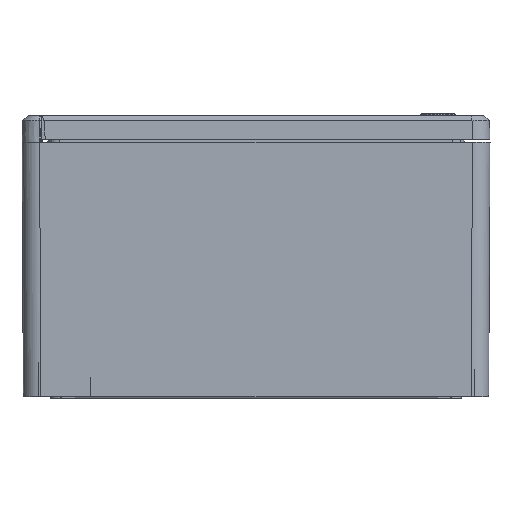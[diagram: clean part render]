
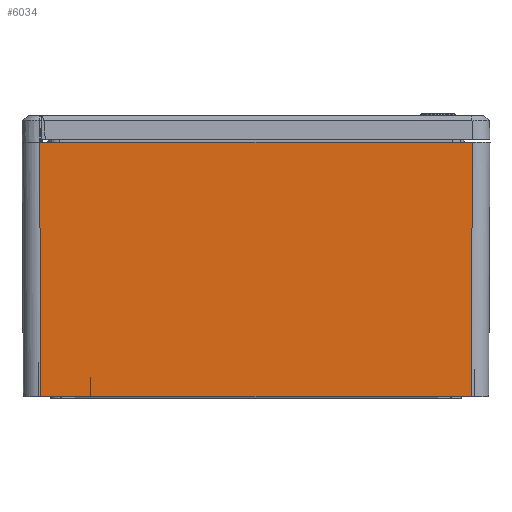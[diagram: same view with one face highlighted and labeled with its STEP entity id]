
A CAD part, front view. The second image highlights one B-rep face of the part: STEP entity #6034.
In plain terms, the highlighted face is planar.
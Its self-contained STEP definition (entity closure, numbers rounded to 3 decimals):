
#2720 = VERTEX_POINT ( 'NONE', #6440 ) ;
#3068 = CARTESIAN_POINT ( 'NONE',  ( 450., 335., 197.5 ) ) ;
#3599 = VECTOR ( 'NONE', #12060, 1000. ) ;
#4902 = CARTESIAN_POINT ( 'NONE',  ( 448.861, 200., -20. ) ) ;
#6034 = ADVANCED_FACE ( 'NONE', ( #16112 ), #24736, .T. ) ;
#6162 = EDGE_CURVE ( 'NONE', #29770, #30323, #21835, .T. ) ;
#6440 = CARTESIAN_POINT ( 'NONE',  ( 450., -35., 197.5 ) ) ;
#7374 = EDGE_CURVE ( 'NONE', #2720, #23892, #53376, .T. ) ;
#7499 = CARTESIAN_POINT ( 'NONE',  ( 448.861, 333.861, -20. ) ) ;
#11303 = VECTOR ( 'NONE', #16548, 1000. ) ;
#12060 = DIRECTION ( 'NONE',  ( -0.005, -0.005, -1. ) ) ;
#13728 = ORIENTED_EDGE ( 'NONE', *, *, #7374, .T. ) ;
#14860 = ORIENTED_EDGE ( 'NONE', *, *, #47737, .T. ) ;
#15989 = CARTESIAN_POINT ( 'NONE',  ( 450., -35., 197.5 ) ) ;
#16112 = FACE_OUTER_BOUND ( 'NONE', #16351, .T. ) ;
#16351 = EDGE_LOOP ( 'NONE', ( #44191, #13728, #14860, #39271 ) ) ;
#16548 = DIRECTION ( 'NONE',  ( 0.005, -0.005, 1. ) ) ;
#19088 = EDGE_CURVE ( 'NONE', #30323, #2720, #29470, .T. ) ;
#21835 = LINE ( 'NONE', #4902, #55916 ) ;
#23892 = VERTEX_POINT ( 'NONE', #25541 ) ;
#24736 = PLANE ( 'NONE',  #46743 ) ;
#24902 = CARTESIAN_POINT ( 'NONE',  ( 450., 88.333, 197.5 ) ) ;
#25541 = CARTESIAN_POINT ( 'NONE',  ( 450., 335., 197.5 ) ) ;
#25879 = DIRECTION ( 'NONE',  ( 0., -1., 0. ) ) ;
#29470 = LINE ( 'NONE', #32895, #11303 ) ;
#29770 = VERTEX_POINT ( 'NONE', #7499 ) ;
#30286 = CARTESIAN_POINT ( 'NONE',  ( 448.861, -33.861, -20. ) ) ;
#30323 = VERTEX_POINT ( 'NONE', #30286 ) ;
#32895 = CARTESIAN_POINT ( 'NONE',  ( 448.861, -33.861, -20. ) ) ;
#33844 = LINE ( 'NONE', #51398, #3599 ) ;
#39271 = ORIENTED_EDGE ( 'NONE', *, *, #6162, .T. ) ;
#42237 = DIRECTION ( 'NONE',  ( 0.005, 0., 1. ) ) ;
#42402 = CARTESIAN_POINT ( 'NONE',  ( 450., 211.667, 197.5 ) ) ;
#42803 = CARTESIAN_POINT ( 'NONE',  ( 450., 200., 197.5 ) ) ;
#44191 = ORIENTED_EDGE ( 'NONE', *, *, #19088, .T. ) ;
#46743 = AXIS2_PLACEMENT_3D ( 'NONE', #42803, #51726, #42237 ) ;
#47737 = EDGE_CURVE ( 'NONE', #23892, #29770, #33844, .T. ) ;
#51398 = CARTESIAN_POINT ( 'NONE',  ( 449.992, 334.992, 196.008 ) ) ;
#51726 = DIRECTION ( 'NONE',  ( -1., 0., 0.005 ) ) ;
#53376 = B_SPLINE_CURVE_WITH_KNOTS ( 'NONE', 3,
 ( #15989, #24902, #42402, #3068 ),
 .UNSPECIFIED., .F., .F.,
 ( 4, 4 ),
 ( 0., 1. ),
 .UNSPECIFIED. ) ;
#55916 = VECTOR ( 'NONE', #25879, 1000. ) ;
